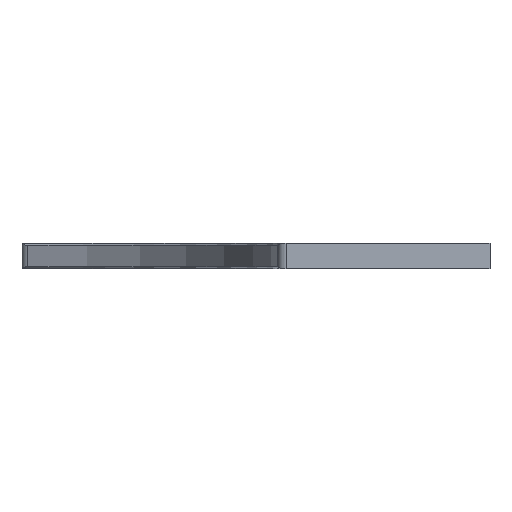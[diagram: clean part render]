
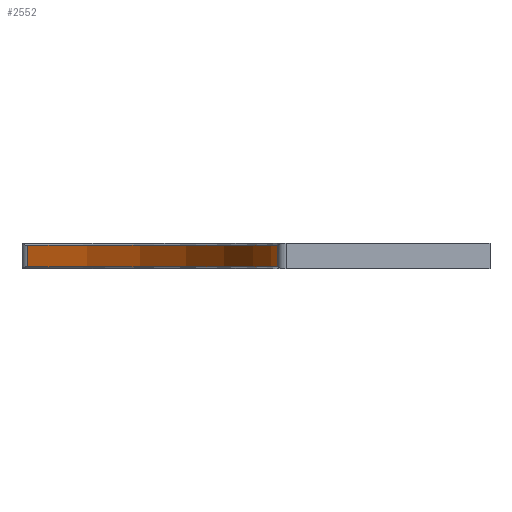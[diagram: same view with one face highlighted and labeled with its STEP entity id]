
A CAD part, front view. The second image highlights one B-rep face of the part: STEP entity #2552.
In plain terms, the highlighted cylindrical face has radius 139.827 mm (diameter 279.654 mm), a partial arc.
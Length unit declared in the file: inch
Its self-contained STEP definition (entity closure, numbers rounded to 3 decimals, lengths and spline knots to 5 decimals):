
#251 = DIRECTION ( 'NONE',  ( 0., 0., -1. ) ) ;
#258 = ORIENTED_EDGE ( 'NONE', *, *, #2131, .T. ) ;
#330 = CARTESIAN_POINT ( 'NONE',  ( 5.50364, 0.12222, -0.3735 ) ) ;
#397 = CARTESIAN_POINT ( 'NONE',  ( 1.81696, 5.19651, -0.031 ) ) ;
#429 = LINE ( 'NONE', #330, #5753 ) ;
#856 = AXIS2_PLACEMENT_3D ( 'NONE', #5926, #5254, #1037 ) ;
#1037 = DIRECTION ( 'NONE',  ( 1., 0., 0. ) ) ;
#1593 = EDGE_CURVE ( 'NONE', #1854, #6723, #2472, .T. ) ;
#1854 = VERTEX_POINT ( 'NONE', #4511 ) ;
#1867 = CYLINDRICAL_SURFACE ( 'NONE', #4860, 5.505 ) ;
#2010 = CARTESIAN_POINT ( 'NONE',  ( 0., 0., -0.031 ) ) ;
#2104 = CIRCLE ( 'NONE', #856, 5.505 ) ;
#2131 = EDGE_CURVE ( 'NONE', #6723, #5783, #3378, .T. ) ;
#2472 = CIRCLE ( 'NONE', #4619, 5.505 ) ;
#2552 = ADVANCED_FACE ( 'NONE', ( #6795 ), #1867, .F. ) ;
#3265 = VECTOR ( 'NONE', #251, 39.37008 ) ;
#3378 = LINE ( 'NONE', #5551, #3265 ) ;
#3419 = VERTEX_POINT ( 'NONE', #3792 ) ;
#3443 = DIRECTION ( 'NONE',  ( 0., 0., 1. ) ) ;
#3792 = CARTESIAN_POINT ( 'NONE',  ( 5.50364, 0.12222, -0.3425 ) ) ;
#4048 = DIRECTION ( 'NONE',  ( 1., 0., 0. ) ) ;
#4280 = DIRECTION ( 'NONE',  ( 0., 0., 1. ) ) ;
#4511 = CARTESIAN_POINT ( 'NONE',  ( 5.50364, 0.12222, -0.031 ) ) ;
#4532 = ORIENTED_EDGE ( 'NONE', *, *, #6450, .T. ) ;
#4602 = ORIENTED_EDGE ( 'NONE', *, *, #6826, .T. ) ;
#4619 = AXIS2_PLACEMENT_3D ( 'NONE', #2010, #4280, #6929 ) ;
#4646 = CARTESIAN_POINT ( 'NONE',  ( 1.81696, 5.19651, -0.3425 ) ) ;
#4860 = AXIS2_PLACEMENT_3D ( 'NONE', #6144, #3443, #4048 ) ;
#5254 = DIRECTION ( 'NONE',  ( 0., 0., -1. ) ) ;
#5551 = CARTESIAN_POINT ( 'NONE',  ( 1.81696, 5.19651, -0.3735 ) ) ;
#5753 = VECTOR ( 'NONE', #6304, 39.37008 ) ;
#5783 = VERTEX_POINT ( 'NONE', #4646 ) ;
#5926 = CARTESIAN_POINT ( 'NONE',  ( 0., 0., -0.3425 ) ) ;
#6144 = CARTESIAN_POINT ( 'NONE',  ( 0., 0., -0.3735 ) ) ;
#6151 = ORIENTED_EDGE ( 'NONE', *, *, #1593, .T. ) ;
#6304 = DIRECTION ( 'NONE',  ( 0., 0., 1. ) ) ;
#6450 = EDGE_CURVE ( 'NONE', #5783, #3419, #2104, .T. ) ;
#6659 = EDGE_LOOP ( 'NONE', ( #4532, #4602, #6151, #258 ) ) ;
#6723 = VERTEX_POINT ( 'NONE', #397 ) ;
#6795 = FACE_OUTER_BOUND ( 'NONE', #6659, .T. ) ;
#6826 = EDGE_CURVE ( 'NONE', #3419, #1854, #429, .T. ) ;
#6929 = DIRECTION ( 'NONE',  ( 1., 0., 0. ) ) ;
